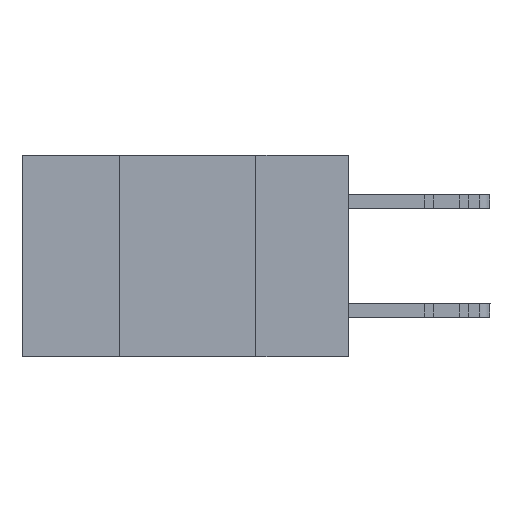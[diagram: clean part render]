
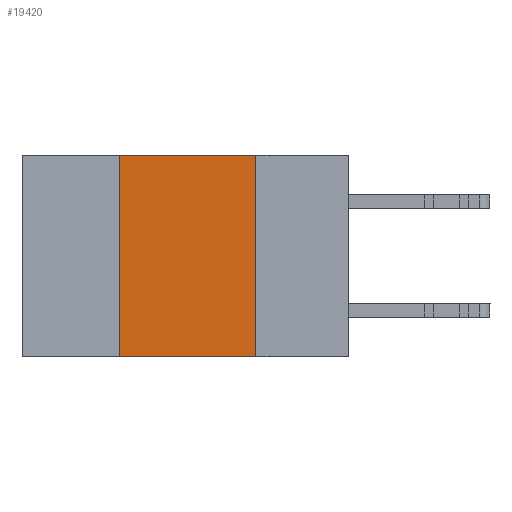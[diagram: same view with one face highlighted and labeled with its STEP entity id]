
A CAD part, left-side view. The second image highlights one B-rep face of the part: STEP entity #19420.
In plain terms, the highlighted planar face has unit normal (-1, 0, 0).
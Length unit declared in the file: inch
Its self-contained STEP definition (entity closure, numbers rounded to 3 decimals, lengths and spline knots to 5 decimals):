
#1052 = VECTOR ( 'NONE', #6629, 39.37008 ) ;
#1664 = LINE ( 'NONE', #6225, #1052 ) ;
#1704 = CARTESIAN_POINT ( 'NONE',  ( 0., 0.42, -0.37 ) ) ;
#1945 = CARTESIAN_POINT ( 'NONE',  ( 0., 0.6, 0. ) ) ;
#2448 = VERTEX_POINT ( 'NONE', #11075 ) ;
#3583 = DIRECTION ( 'NONE',  ( 0., 0., 1. ) ) ;
#3727 = ORIENTED_EDGE ( 'NONE', *, *, #5640, .T. ) ;
#3998 = DIRECTION ( 'NONE',  ( 0., 0., -1. ) ) ;
#4337 = CARTESIAN_POINT ( 'NONE',  ( 0., 0.6, 0. ) ) ;
#5536 = VERTEX_POINT ( 'NONE', #11093 ) ;
#5640 = EDGE_CURVE ( 'NONE', #17813, #8309, #1664, .T. ) ;
#5705 = LINE ( 'NONE', #22899, #15193 ) ;
#5855 = DIRECTION ( 'NONE',  ( 0., 0., -1. ) ) ;
#6225 = CARTESIAN_POINT ( 'NONE',  ( 0., 0.6, -0.37 ) ) ;
#6590 = LINE ( 'NONE', #4337, #11040 ) ;
#6629 = DIRECTION ( 'NONE',  ( 0., -1., 0. ) ) ;
#8309 = VERTEX_POINT ( 'NONE', #17577 ) ;
#8741 = AXIS2_PLACEMENT_3D ( 'NONE', #1945, #17209, #5855 ) ;
#10805 = ORIENTED_EDGE ( 'NONE', *, *, #16035, .F. ) ;
#11040 = VECTOR ( 'NONE', #15808, 39.37008 ) ;
#11075 = CARTESIAN_POINT ( 'NONE',  ( 0., 0.42, 0. ) ) ;
#11093 = CARTESIAN_POINT ( 'NONE',  ( 0., 0.17, 0. ) ) ;
#11162 = LINE ( 'NONE', #1704, #15611 ) ;
#12618 = CARTESIAN_POINT ( 'NONE',  ( 0., 0.42, -0.37 ) ) ;
#15193 = VECTOR ( 'NONE', #3998, 39.37008 ) ;
#15304 = PLANE ( 'NONE',  #8741 ) ;
#15611 = VECTOR ( 'NONE', #3583, 39.37008 ) ;
#15808 = DIRECTION ( 'NONE',  ( 0., -1., 0. ) ) ;
#16035 = EDGE_CURVE ( 'NONE', #5536, #8309, #5705, .T. ) ;
#16211 = EDGE_CURVE ( 'NONE', #2448, #5536, #6590, .T. ) ;
#16782 = ORIENTED_EDGE ( 'NONE', *, *, #16211, .F. ) ;
#17209 = DIRECTION ( 'NONE',  ( 1., 0., 0. ) ) ;
#17573 = ORIENTED_EDGE ( 'NONE', *, *, #23098, .F. ) ;
#17577 = CARTESIAN_POINT ( 'NONE',  ( 0., 0.17, -0.37 ) ) ;
#17813 = VERTEX_POINT ( 'NONE', #12618 ) ;
#18032 = EDGE_LOOP ( 'NONE', ( #10805, #16782, #17573, #3727 ) ) ;
#19420 = ADVANCED_FACE ( 'NONE', ( #20107 ), #15304, .F. ) ;
#20107 = FACE_OUTER_BOUND ( 'NONE', #18032, .T. ) ;
#22899 = CARTESIAN_POINT ( 'NONE',  ( 0., 0.17, -0.37 ) ) ;
#23098 = EDGE_CURVE ( 'NONE', #17813, #2448, #11162, .T. ) ;
